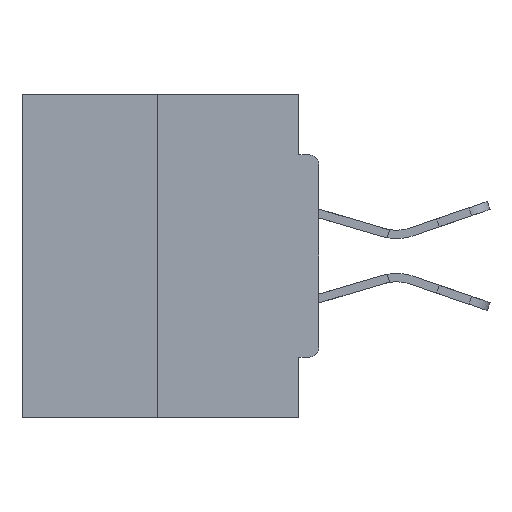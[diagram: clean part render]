
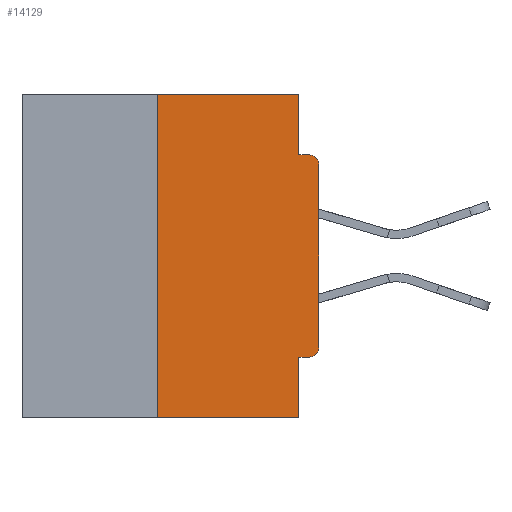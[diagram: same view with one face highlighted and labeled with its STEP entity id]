
A CAD part, left-side view. The second image highlights one B-rep face of the part: STEP entity #14129.
In plain terms, the highlighted planar face has unit normal (-1, 0, 0).
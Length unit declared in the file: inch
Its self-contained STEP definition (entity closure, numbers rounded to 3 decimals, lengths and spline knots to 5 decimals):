
#55 = VERTEX_POINT ( 'NONE', #25021 ) ;
#310 = LINE ( 'NONE', #25720, #24357 ) ;
#429 = VERTEX_POINT ( 'NONE', #12410 ) ;
#554 = DIRECTION ( 'NONE',  ( 0., -1., 0. ) ) ;
#1112 = AXIS2_PLACEMENT_3D ( 'NONE', #23907, #26674, #29539 ) ;
#1173 = DIRECTION ( 'NONE',  ( 0., 0., -1. ) ) ;
#2288 = ORIENTED_EDGE ( 'NONE', *, *, #4546, .F. ) ;
#2309 = DIRECTION ( 'NONE',  ( 0., 0., -1. ) ) ;
#2375 = EDGE_CURVE ( 'NONE', #55, #429, #6763, .T. ) ;
#3277 = AXIS2_PLACEMENT_3D ( 'NONE', #7359, #29846, #33174 ) ;
#3906 = LINE ( 'NONE', #12389, #10554 ) ;
#4546 = EDGE_CURVE ( 'NONE', #17343, #30732, #20760, .T. ) ;
#4868 = EDGE_CURVE ( 'NONE', #429, #29661, #21615, .T. ) ;
#4883 = ORIENTED_EDGE ( 'NONE', *, *, #2375, .F. ) ;
#5050 = CARTESIAN_POINT ( 'NONE',  ( 0., 0.25, 0. ) ) ;
#5579 = CARTESIAN_POINT ( 'NONE',  ( 0., 0., -0.1085 ) ) ;
#5699 = LINE ( 'NONE', #31294, #14079 ) ;
#6763 = LINE ( 'NONE', #5050, #10703 ) ;
#6976 = DIRECTION ( 'NONE',  ( -1., 0., 0. ) ) ;
#7074 = CARTESIAN_POINT ( 'NONE',  ( 0., 0.031, 0. ) ) ;
#7359 = CARTESIAN_POINT ( 'NONE',  ( 0., 0.46, 0. ) ) ;
#7996 = VERTEX_POINT ( 'NONE', #8565 ) ;
#8150 = ORIENTED_EDGE ( 'NONE', *, *, #30580, .T. ) ;
#8565 = CARTESIAN_POINT ( 'NONE',  ( 0., 0.031, -0.0935 ) ) ;
#8720 = DIRECTION ( 'NONE',  ( 0., 0., 1. ) ) ;
#9522 = ORIENTED_EDGE ( 'NONE', *, *, #14420, .T. ) ;
#9950 = PLANE ( 'NONE',  #3277 ) ;
#10554 = VECTOR ( 'NONE', #35160, 39.37008 ) ;
#10703 = VECTOR ( 'NONE', #19201, 39.37008 ) ;
#11372 = CIRCLE ( 'NONE', #34150, 0.015 ) ;
#12389 = CARTESIAN_POINT ( 'NONE',  ( 0., 0.46, -0.5 ) ) ;
#12410 = CARTESIAN_POINT ( 'NONE',  ( 0., 0.25, 0. ) ) ;
#13131 = CARTESIAN_POINT ( 'NONE',  ( 0., 0.031, -0.5 ) ) ;
#13295 = LINE ( 'NONE', #30930, #35576 ) ;
#14006 = ORIENTED_EDGE ( 'NONE', *, *, #28694, .F. ) ;
#14079 = VECTOR ( 'NONE', #14091, 39.37008 ) ;
#14091 = DIRECTION ( 'NONE',  ( 0., -1., 0. ) ) ;
#14129 = ADVANCED_FACE ( 'NONE', ( #22579 ), #9950, .F. ) ;
#14264 = EDGE_CURVE ( 'NONE', #7996, #17995, #5699, .T. ) ;
#14420 = EDGE_CURVE ( 'NONE', #55, #30732, #3906, .T. ) ;
#14886 = CARTESIAN_POINT ( 'NONE',  ( 0., 0., -0.3915 ) ) ;
#14928 = VECTOR ( 'NONE', #554, 39.37008 ) ;
#15723 = CARTESIAN_POINT ( 'NONE',  ( 0., 0.015, -0.3915 ) ) ;
#16462 = CARTESIAN_POINT ( 'NONE',  ( 0., 0.031, -0.5 ) ) ;
#16474 = DIRECTION ( 'NONE',  ( 0., 1., 0. ) ) ;
#16728 = VECTOR ( 'NONE', #2309, 39.37008 ) ;
#16868 = VERTEX_POINT ( 'NONE', #14886 ) ;
#17343 = VERTEX_POINT ( 'NONE', #24388 ) ;
#17728 = EDGE_CURVE ( 'NONE', #36681, #17343, #13295, .T. ) ;
#17995 = VERTEX_POINT ( 'NONE', #19238 ) ;
#18360 = VECTOR ( 'NONE', #1173, 39.37008 ) ;
#18864 = ORIENTED_EDGE ( 'NONE', *, *, #4868, .F. ) ;
#19201 = DIRECTION ( 'NONE',  ( 0., 0., 1. ) ) ;
#19238 = CARTESIAN_POINT ( 'NONE',  ( 0., 0.015, -0.0935 ) ) ;
#19838 = ORIENTED_EDGE ( 'NONE', *, *, #20625, .T. ) ;
#20625 = EDGE_CURVE ( 'NONE', #36681, #16868, #11372, .T. ) ;
#20760 = LINE ( 'NONE', #16462, #16728 ) ;
#20950 = CARTESIAN_POINT ( 'NONE',  ( 0., 0.031, 0. ) ) ;
#21615 = LINE ( 'NONE', #29328, #14928 ) ;
#22579 = FACE_OUTER_BOUND ( 'NONE', #24783, .T. ) ;
#23568 = CARTESIAN_POINT ( 'NONE',  ( 0., 0.015, -0.4065 ) ) ;
#23907 = CARTESIAN_POINT ( 'NONE',  ( 0., 0.015, -0.1085 ) ) ;
#24357 = VECTOR ( 'NONE', #8720, 39.37008 ) ;
#24388 = CARTESIAN_POINT ( 'NONE',  ( 0., 0.031, -0.4065 ) ) ;
#24783 = EDGE_LOOP ( 'NONE', ( #18864, #4883, #9522, #2288, #25160, #19838, #8150, #27840, #28734, #14006 ) ) ;
#24931 = EDGE_CURVE ( 'NONE', #30982, #17995, #35974, .T. ) ;
#25021 = CARTESIAN_POINT ( 'NONE',  ( 0., 0.25, -0.5 ) ) ;
#25160 = ORIENTED_EDGE ( 'NONE', *, *, #17728, .F. ) ;
#25720 = CARTESIAN_POINT ( 'NONE',  ( 0., 0., 0. ) ) ;
#26674 = DIRECTION ( 'NONE',  ( -1., 0., 0. ) ) ;
#27840 = ORIENTED_EDGE ( 'NONE', *, *, #24931, .T. ) ;
#28694 = EDGE_CURVE ( 'NONE', #29661, #7996, #33485, .T. ) ;
#28734 = ORIENTED_EDGE ( 'NONE', *, *, #14264, .F. ) ;
#29328 = CARTESIAN_POINT ( 'NONE',  ( 0., 0.46, 0. ) ) ;
#29539 = DIRECTION ( 'NONE',  ( 0., 0., -1. ) ) ;
#29661 = VERTEX_POINT ( 'NONE', #20950 ) ;
#29846 = DIRECTION ( 'NONE',  ( 1., 0., 0. ) ) ;
#30580 = EDGE_CURVE ( 'NONE', #16868, #30982, #310, .T. ) ;
#30732 = VERTEX_POINT ( 'NONE', #13131 ) ;
#30930 = CARTESIAN_POINT ( 'NONE',  ( 0., 0., -0.4065 ) ) ;
#30982 = VERTEX_POINT ( 'NONE', #5579 ) ;
#31294 = CARTESIAN_POINT ( 'NONE',  ( 0., 0., -0.0935 ) ) ;
#32564 = DIRECTION ( 'NONE',  ( 0., 0., -1. ) ) ;
#33174 = DIRECTION ( 'NONE',  ( 0., 0., -1. ) ) ;
#33485 = LINE ( 'NONE', #7074, #18360 ) ;
#34150 = AXIS2_PLACEMENT_3D ( 'NONE', #15723, #6976, #32564 ) ;
#35160 = DIRECTION ( 'NONE',  ( 0., -1., 0. ) ) ;
#35576 = VECTOR ( 'NONE', #16474, 39.37008 ) ;
#35974 = CIRCLE ( 'NONE', #1112, 0.015 ) ;
#36681 = VERTEX_POINT ( 'NONE', #23568 ) ;
